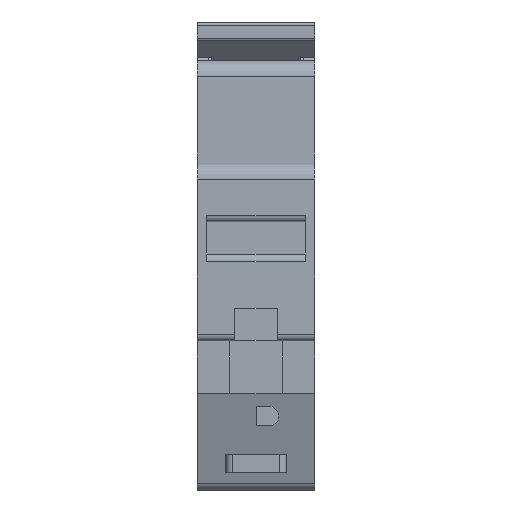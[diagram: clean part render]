
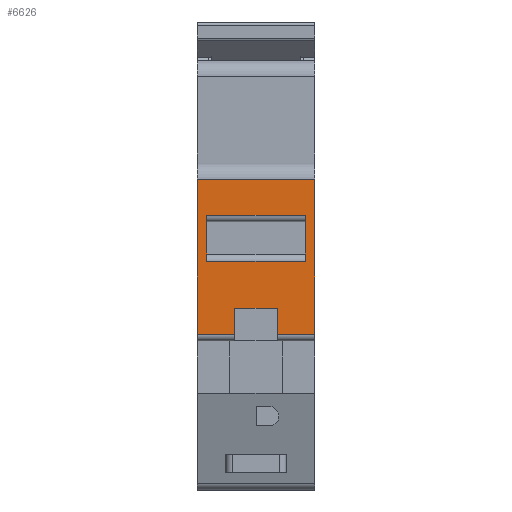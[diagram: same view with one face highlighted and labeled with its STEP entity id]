
A CAD part, front view. The second image highlights one B-rep face of the part: STEP entity #6626.
In plain terms, the highlighted planar face has unit normal (0, -1, 0).
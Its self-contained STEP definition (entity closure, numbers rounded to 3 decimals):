
#27 = ORIENTED_EDGE ( 'NONE', *, *, #3863, .T. ) ;
#358 = ORIENTED_EDGE ( 'NONE', *, *, #3899, .T. ) ;
#380 = VERTEX_POINT ( 'NONE', #5474 ) ;
#978 = VECTOR ( 'NONE', #7216, 1000. ) ;
#1093 = VERTEX_POINT ( 'NONE', #3142 ) ;
#1193 = LINE ( 'NONE', #7366, #978 ) ;
#1478 = CARTESIAN_POINT ( 'NONE',  ( -18.362, -21.626, 11.716 ) ) ;
#1510 = VECTOR ( 'NONE', #7000, 1000. ) ;
#1554 = CARTESIAN_POINT ( 'NONE',  ( -34.862, -21.626, 6.216 ) ) ;
#1595 = CARTESIAN_POINT ( 'NONE',  ( -36.362, -21.626, 11.716 ) ) ;
#1601 = VERTEX_POINT ( 'NONE', #6427 ) ;
#1770 = VERTEX_POINT ( 'NONE', #3349 ) ;
#1849 = ORIENTED_EDGE ( 'NONE', *, *, #3894, .F. ) ;
#1966 = CARTESIAN_POINT ( 'NONE',  ( -30.612, -21.626, -7.984 ) ) ;
#2300 = CARTESIAN_POINT ( 'NONE',  ( -36.362, -21.626, -11.984 ) ) ;
#2530 = VECTOR ( 'NONE', #7176, 1000. ) ;
#2562 = ORIENTED_EDGE ( 'NONE', *, *, #3862, .F. ) ;
#2676 = VERTEX_POINT ( 'NONE', #2884 ) ;
#2724 = ORIENTED_EDGE ( 'NONE', *, *, #5634, .T. ) ;
#2783 = LINE ( 'NONE', #7258, #6238 ) ;
#2884 = CARTESIAN_POINT ( 'NONE',  ( -34.862, -21.626, -0.784 ) ) ;
#2950 = LINE ( 'NONE', #7265, #7881 ) ;
#2985 = VECTOR ( 'NONE', #6412, 1000. ) ;
#3142 = CARTESIAN_POINT ( 'NONE',  ( -24.112, -21.626, -11.984 ) ) ;
#3235 = DIRECTION ( 'NONE',  ( 0., 0., 1. ) ) ;
#3245 = DIRECTION ( 'NONE',  ( 0., 1., 0. ) ) ;
#3248 = CARTESIAN_POINT ( 'NONE',  ( -18.362, -21.626, 14.216 ) ) ;
#3318 = VERTEX_POINT ( 'NONE', #1595 ) ;
#3349 = CARTESIAN_POINT ( 'NONE',  ( -30.612, -21.626, -11.984 ) ) ;
#3395 = PLANE ( 'NONE',  #8104 ) ;
#3501 = VERTEX_POINT ( 'NONE', #3820 ) ;
#3511 = ORIENTED_EDGE ( 'NONE', *, *, #3897, .F. ) ;
#3513 = VECTOR ( 'NONE', #7025, 1000. ) ;
#3820 = CARTESIAN_POINT ( 'NONE',  ( -19.862, -21.626, 6.216 ) ) ;
#3862 = EDGE_CURVE ( 'NONE', #5477, #3501, #6569, .T. ) ;
#3863 = EDGE_CURVE ( 'NONE', #5477, #2676, #2950, .T. ) ;
#3865 = EDGE_CURVE ( 'NONE', #7903, #2676, #4889, .T. ) ;
#3866 = EDGE_CURVE ( 'NONE', #7903, #3501, #1193, .T. ) ;
#3878 = EDGE_CURVE ( 'NONE', #8252, #3318, #6380, .T. ) ;
#3881 = EDGE_CURVE ( 'NONE', #7344, #1770, #7678, .T. ) ;
#3882 = EDGE_CURVE ( 'NONE', #7603, #1770, #4418, .T. ) ;
#3894 = EDGE_CURVE ( 'NONE', #380, #7603, #7017, .T. ) ;
#3897 = EDGE_CURVE ( 'NONE', #1093, #380, #5455, .T. ) ;
#3899 = EDGE_CURVE ( 'NONE', #1093, #1601, #6852, .T. ) ;
#4418 = LINE ( 'NONE', #7152, #7515 ) ;
#4646 = VECTOR ( 'NONE', #7240, 1000. ) ;
#4889 = LINE ( 'NONE', #7260, #4646 ) ;
#4937 = LINE ( 'NONE', #6445, #2985 ) ;
#5161 = ORIENTED_EDGE ( 'NONE', *, *, #3866, .T. ) ;
#5234 = VECTOR ( 'NONE', #7058, 1000. ) ;
#5273 = EDGE_LOOP ( 'NONE', ( #2562, #27, #7267, #5161 ) ) ;
#5455 = LINE ( 'NONE', #7044, #5234 ) ;
#5474 = CARTESIAN_POINT ( 'NONE',  ( -24.112, -21.626, -7.984 ) ) ;
#5477 = VERTEX_POINT ( 'NONE', #6468 ) ;
#5634 = EDGE_CURVE ( 'NONE', #3318, #7344, #2783, .T. ) ;
#5717 = EDGE_CURVE ( 'NONE', #8252, #1601, #4937, .T. ) ;
#5849 = FACE_BOUND ( 'NONE', #5273, .T. ) ;
#5948 = ORIENTED_EDGE ( 'NONE', *, *, #3878, .T. ) ;
#6203 = VECTOR ( 'NONE', #7246, 1000. ) ;
#6238 = VECTOR ( 'NONE', #7248, 1000. ) ;
#6320 = ORIENTED_EDGE ( 'NONE', *, *, #3882, .F. ) ;
#6356 = ORIENTED_EDGE ( 'NONE', *, *, #3881, .T. ) ;
#6380 = LINE ( 'NONE', #7220, #6203 ) ;
#6412 = DIRECTION ( 'NONE',  ( 0., 0., -1. ) ) ;
#6427 = CARTESIAN_POINT ( 'NONE',  ( -18.362, -21.626, -11.984 ) ) ;
#6445 = CARTESIAN_POINT ( 'NONE',  ( -18.362, -21.626, 14.216 ) ) ;
#6468 = CARTESIAN_POINT ( 'NONE',  ( -19.862, -21.626, -0.784 ) ) ;
#6569 = LINE ( 'NONE', #7379, #8094 ) ;
#6626 = ADVANCED_FACE ( 'NONE', ( #5849, #7201 ), #3395, .F. ) ;
#6852 = LINE ( 'NONE', #7034, #1510 ) ;
#7000 = DIRECTION ( 'NONE',  ( 1., 0., 0. ) ) ;
#7017 = LINE ( 'NONE', #7029, #3513 ) ;
#7025 = DIRECTION ( 'NONE',  ( -1., 0., 0. ) ) ;
#7029 = CARTESIAN_POINT ( 'NONE',  ( -30.612, -21.626, -7.984 ) ) ;
#7034 = CARTESIAN_POINT ( 'NONE',  ( -18.362, -21.626, -11.984 ) ) ;
#7044 = CARTESIAN_POINT ( 'NONE',  ( -24.112, -21.626, -12.984 ) ) ;
#7058 = DIRECTION ( 'NONE',  ( 0., 0., 1. ) ) ;
#7140 = DIRECTION ( 'NONE',  ( 0., 0., -1. ) ) ;
#7147 = EDGE_LOOP ( 'NONE', ( #7164, #5948, #2724, #6356, #6320, #1849, #3511, #358 ) ) ;
#7152 = CARTESIAN_POINT ( 'NONE',  ( -30.612, -21.626, -12.984 ) ) ;
#7164 = ORIENTED_EDGE ( 'NONE', *, *, #5717, .F. ) ;
#7176 = DIRECTION ( 'NONE',  ( 1., 0., 0. ) ) ;
#7199 = CARTESIAN_POINT ( 'NONE',  ( -18.362, -21.626, -11.984 ) ) ;
#7201 = FACE_OUTER_BOUND ( 'NONE', #7147, .T. ) ;
#7216 = DIRECTION ( 'NONE',  ( 1., 0., 0. ) ) ;
#7220 = CARTESIAN_POINT ( 'NONE',  ( -18.362, -21.626, 11.716 ) ) ;
#7240 = DIRECTION ( 'NONE',  ( 0., 0., -1. ) ) ;
#7246 = DIRECTION ( 'NONE',  ( -1., 0., 0. ) ) ;
#7248 = DIRECTION ( 'NONE',  ( 0., 0., -1. ) ) ;
#7258 = CARTESIAN_POINT ( 'NONE',  ( -36.362, -21.626, 14.216 ) ) ;
#7259 = DIRECTION ( 'NONE',  ( -1., 0., 0. ) ) ;
#7260 = CARTESIAN_POINT ( 'NONE',  ( -34.862, -21.626, 5.216 ) ) ;
#7265 = CARTESIAN_POINT ( 'NONE',  ( -18.362, -21.626, -0.784 ) ) ;
#7267 = ORIENTED_EDGE ( 'NONE', *, *, #3865, .F. ) ;
#7271 = DIRECTION ( 'NONE',  ( 0., 0., 1. ) ) ;
#7344 = VERTEX_POINT ( 'NONE', #2300 ) ;
#7366 = CARTESIAN_POINT ( 'NONE',  ( -18.362, -21.626, 6.216 ) ) ;
#7379 = CARTESIAN_POINT ( 'NONE',  ( -19.862, -21.626, 5.216 ) ) ;
#7515 = VECTOR ( 'NONE', #7140, 1000. ) ;
#7603 = VERTEX_POINT ( 'NONE', #1966 ) ;
#7678 = LINE ( 'NONE', #7199, #2530 ) ;
#7881 = VECTOR ( 'NONE', #7259, 1000. ) ;
#7903 = VERTEX_POINT ( 'NONE', #1554 ) ;
#8094 = VECTOR ( 'NONE', #7271, 1000. ) ;
#8104 = AXIS2_PLACEMENT_3D ( 'NONE', #3248, #3245, #3235 ) ;
#8252 = VERTEX_POINT ( 'NONE', #1478 ) ;
